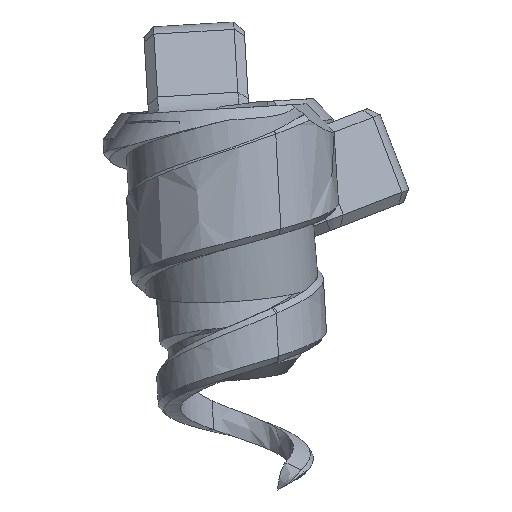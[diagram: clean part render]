
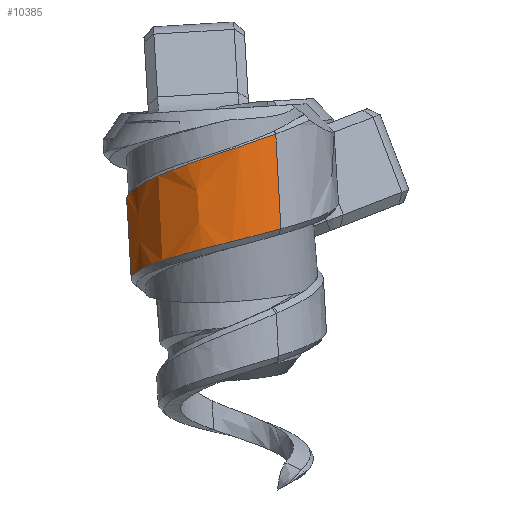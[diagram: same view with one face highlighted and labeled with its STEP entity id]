
A CAD part, left-side view. The second image highlights one B-rep face of the part: STEP entity #10385.
In plain terms, the highlighted free-form (B-spline) face has degree [3, 3] with [13, 4] control points.
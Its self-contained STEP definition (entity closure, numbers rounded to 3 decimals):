
#2662=CARTESIAN_POINT('',(-14.006,-2.714,3.58));
#2663=VERTEX_POINT('',#2662);
#2671=CARTESIAN_POINT('',(-14.018,-2.918,-0.2));
#2672=VERTEX_POINT('',#2671);
#2673=CARTESIAN_POINT('',(-14.018,-2.693,3.578));
#2674=CARTESIAN_POINT('',(-14.018,-2.768,2.319));
#2675=CARTESIAN_POINT('',(-14.018,-2.843,1.059));
#2676=CARTESIAN_POINT('',(-14.018,-2.918,-0.2));
#2677=B_SPLINE_CURVE_WITH_KNOTS('',3,(#2673,#2674,#2675,#2676),.UNSPECIFIED.,.F.,.F.,(4,4),(0.055,0.945),.UNSPECIFIED.);
#2678=EDGE_CURVE('',#2663,#2672,#2677,.T.);
#5737=CARTESIAN_POINT('',(-7.731,1.78,0.005));
#5738=VERTEX_POINT('',#5737);
#5746=CARTESIAN_POINT('',(-14.018,-2.693,3.572));
#5747=CARTESIAN_POINT('',(-14.458,-1.89,3.277));
#5748=CARTESIAN_POINT('',(-14.648,-0.938,2.968));
#5749=CARTESIAN_POINT('',(-14.51,0.,2.647));
#5750=CARTESIAN_POINT('',(-14.372,0.939,2.327));
#5751=CARTESIAN_POINT('',(-13.868,1.859,1.993));
#5752=CARTESIAN_POINT('',(-13.067,2.477,1.666));
#5753=CARTESIAN_POINT('',(-12.666,2.787,1.502));
#5754=CARTESIAN_POINT('',(-12.188,3.013,1.341));
#5755=CARTESIAN_POINT('',(-11.696,3.13,1.188));
#5756=CARTESIAN_POINT('',(-11.204,3.247,1.036));
#5757=CARTESIAN_POINT('',(-10.692,3.264,0.89));
#5758=CARTESIAN_POINT('',(-10.202,3.187,0.752));
#5759=CARTESIAN_POINT('',(-9.22,3.035,0.477));
#5760=CARTESIAN_POINT('',(-8.349,2.503,0.234));
#5761=CARTESIAN_POINT('',(-7.732,1.78,0.005));
#5762=B_SPLINE_CURVE_WITH_KNOTS('',3,(#5746,#5747,#5748,#5749,#5750,#5751,#5752,#5753,#5754,#5755,#5756,#5757,#5758,#5759,#5760,#5761),.UNSPECIFIED.,.F.,.F.,(4,3,3,3,3,4),(0.072,0.304,0.536,0.652,0.768,1.),.UNSPECIFIED.);
#5763=EDGE_CURVE('',#2663,#5738,#5762,.T.);
#10294=CARTESIAN_POINT('',(-14.018,-2.693,3.578));
#10295=CARTESIAN_POINT('',(-14.018,-2.768,2.319));
#10296=CARTESIAN_POINT('',(-14.018,-2.843,1.059));
#10297=CARTESIAN_POINT('',(-14.018,-2.918,-0.2));
#10298=CARTESIAN_POINT('',(-14.559,-1.708,3.226));
#10299=CARTESIAN_POINT('',(-14.559,-1.782,1.992));
#10300=CARTESIAN_POINT('',(-14.559,-1.855,0.758));
#10301=CARTESIAN_POINT('',(-14.559,-1.929,-0.476));
#10302=CARTESIAN_POINT('',(-14.695,-0.545,2.865));
#10303=CARTESIAN_POINT('',(-14.695,-0.617,1.657));
#10304=CARTESIAN_POINT('',(-14.695,-0.689,0.448));
#10305=CARTESIAN_POINT('',(-14.695,-0.762,-0.761));
#10306=CARTESIAN_POINT('',(-14.409,0.48,2.511));
#10307=CARTESIAN_POINT('',(-14.409,0.409,1.328));
#10308=CARTESIAN_POINT('',(-14.409,0.338,0.145));
#10309=CARTESIAN_POINT('',(-14.409,0.268,-1.038));
#10310=CARTESIAN_POINT('',(-14.123,1.505,2.158));
#10311=CARTESIAN_POINT('',(-14.123,1.436,1.));
#10312=CARTESIAN_POINT('',(-14.123,1.366,-0.158));
#10313=CARTESIAN_POINT('',(-14.123,1.297,-1.315));
#10314=CARTESIAN_POINT('',(-13.423,2.365,1.814));
#10315=CARTESIAN_POINT('',(-13.423,2.297,0.682));
#10316=CARTESIAN_POINT('',(-13.423,2.229,-0.45));
#10317=CARTESIAN_POINT('',(-13.423,2.162,-1.583));
#10318=CARTESIAN_POINT('',(-12.513,2.832,1.493));
#10319=CARTESIAN_POINT('',(-12.513,2.766,0.387));
#10320=CARTESIAN_POINT('',(-12.513,2.7,-0.72));
#10321=CARTESIAN_POINT('',(-12.513,2.634,-1.827));
#10322=CARTESIAN_POINT('',(-11.602,3.3,1.173));
#10323=CARTESIAN_POINT('',(-11.602,3.235,0.092));
#10324=CARTESIAN_POINT('',(-11.602,3.171,-0.989));
#10325=CARTESIAN_POINT('',(-11.602,3.106,-2.071));
#10326=CARTESIAN_POINT('',(-10.506,3.362,0.876));
#10327=CARTESIAN_POINT('',(-10.506,3.299,-0.179));
#10328=CARTESIAN_POINT('',(-10.506,3.236,-1.235));
#10329=CARTESIAN_POINT('',(-10.506,3.172,-2.29));
#10330=CARTESIAN_POINT('',(-9.523,3.02,0.604));
#10331=CARTESIAN_POINT('',(-9.523,2.958,-0.426));
#10332=CARTESIAN_POINT('',(-9.523,2.897,-1.456));
#10333=CARTESIAN_POINT('',(-9.523,2.836,-2.486));
#10334=CARTESIAN_POINT('',(-8.539,2.678,0.332));
#10335=CARTESIAN_POINT('',(-8.539,2.618,-0.672));
#10336=CARTESIAN_POINT('',(-8.539,2.559,-1.677));
#10337=CARTESIAN_POINT('',(-8.539,2.499,-2.682));
#10338=CARTESIAN_POINT('',(-7.695,1.939,0.084));
#10339=CARTESIAN_POINT('',(-7.695,1.881,-0.895));
#10340=CARTESIAN_POINT('',(-7.695,1.822,-1.874));
#10341=CARTESIAN_POINT('',(-7.695,1.764,-2.853));
#10342=CARTESIAN_POINT('',(-7.206,1.011,-0.153));
#10343=CARTESIAN_POINT('',(-7.206,0.954,-1.107));
#10344=CARTESIAN_POINT('',(-7.206,0.897,-2.061));
#10345=CARTESIAN_POINT('',(-7.206,0.84,-3.014));
#10346=B_SPLINE_SURFACE_WITH_KNOTS('',3,3,((#10294,#10295,#10296,#10297),(#10298,#10299,#10300,#10301),(#10302,#10303,#10304,#10305),(#10306,#10307,#10308,#10309),(#10310,#10311,#10312,#10313),(#10314,#10315,#10316,#10317),(#10318,#10319,#10320,#10321),(#10322,#10323,#10324,#10325),(#10326,#10327,#10328,#10329),(#10330,#10331,#10332,#10333),(#10334,#10335,#10336,#10337),(#10338,#10339,#10340,#10341),(#10342,#10343,#10344,#10345)),.UNSPECIFIED.,.F.,.F.,.U.,(4,3,3,3,4),(4,4),(-0.,0.25,0.5,0.75,1.),(0.055,0.945),.UNSPECIFIED.);
#10347=CARTESIAN_POINT('',(-7.731,1.626,-2.589));
#10348=VERTEX_POINT('',#10347);
#10349=CARTESIAN_POINT('',(-7.731,1.626,-2.589));
#10350=CARTESIAN_POINT('',(-7.731,1.677,-1.724));
#10351=CARTESIAN_POINT('',(-7.731,1.729,-0.86));
#10352=CARTESIAN_POINT('',(-7.731,1.78,0.005));
#10353=B_SPLINE_CURVE_WITH_KNOTS('',3,(#10349,#10350,#10351,#10352),.UNSPECIFIED.,.F.,.F.,(4,4),(0.,0.003),.UNSPECIFIED.);
#10354=EDGE_CURVE('',#10348,#5738,#10353,.T.);
#10355=ORIENTED_EDGE('',*,*,#10354,.F.);
#10356=CARTESIAN_POINT('',(-7.206,0.844,-2.937));
#10357=VERTEX_POINT('',#10356);
#10358=CARTESIAN_POINT('',(-7.731,1.626,-2.589));
#10359=CARTESIAN_POINT('',(-7.536,1.392,-2.729));
#10360=CARTESIAN_POINT('',(-7.358,1.135,-2.842));
#10361=CARTESIAN_POINT('',(-7.206,0.846,-2.918));
#10362=B_SPLINE_CURVE_WITH_KNOTS('',3,(#10358,#10359,#10360,#10361),.UNSPECIFIED.,.F.,.F.,(4,4),(0.,0.001),.UNSPECIFIED.);
#10363=EDGE_CURVE('',#10348,#10357,#10362,.T.);
#10364=ORIENTED_EDGE('',*,*,#10363,.T.);
#10365=CARTESIAN_POINT('',(-7.206,0.843,-2.957));
#10366=CARTESIAN_POINT('',(-7.694,1.765,-2.799));
#10367=CARTESIAN_POINT('',(-8.535,2.498,-2.632));
#10368=CARTESIAN_POINT('',(-9.515,2.836,-2.441));
#10369=CARTESIAN_POINT('',(-10.495,3.174,-2.25));
#10370=CARTESIAN_POINT('',(-11.589,3.11,-2.035));
#10371=CARTESIAN_POINT('',(-12.499,2.643,-1.797));
#10372=CARTESIAN_POINT('',(-13.409,2.175,-1.558));
#10373=CARTESIAN_POINT('',(-14.112,1.316,-1.297));
#10374=CARTESIAN_POINT('',(-14.403,0.291,-1.026));
#10375=CARTESIAN_POINT('',(-14.694,-0.734,-0.755));
#10376=CARTESIAN_POINT('',(-14.565,-1.899,-0.477));
#10377=CARTESIAN_POINT('',(-14.033,-2.889,-0.208));
#10378=B_SPLINE_CURVE_WITH_KNOTS('',3,(#10365,#10366,#10367,#10368,#10369,#10370,#10371,#10372,#10373,#10374,#10375,#10376,#10377),.UNSPECIFIED.,.F.,.F.,(4,3,3,3,4),(0.,0.25,0.5,0.75,1.),.UNSPECIFIED.);
#10379=EDGE_CURVE('',#10357,#2672,#10378,.T.);
#10380=ORIENTED_EDGE('',*,*,#10379,.T.);
#10381=ORIENTED_EDGE('',*,*,#2678,.F.);
#10382=ORIENTED_EDGE('',*,*,#5763,.T.);
#10383=EDGE_LOOP('',(#10355,#10364,#10380,#10381,#10382));
#10384=FACE_BOUND('',#10383,.T.);
#10385=ADVANCED_FACE('',(#10384),#10346,.T.);
